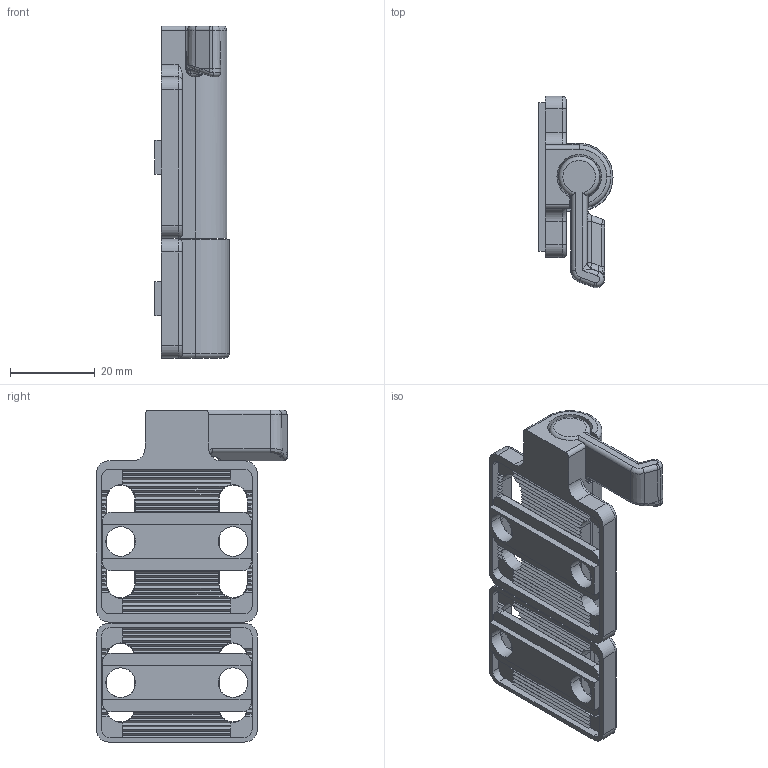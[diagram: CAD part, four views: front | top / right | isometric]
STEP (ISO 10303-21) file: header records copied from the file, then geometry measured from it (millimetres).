
FILE_DESCRIPTION (( 'STEP AP214' ), '1' );
FILE_NAME ('093082.STEP', '2014-08-18T06:53:07', ( '' ), ( '' ), 'SwSTEP 2.0', 'SolidWorks 2014', '' );
FILE_SCHEMA (( 'AUTOMOTIVE_DESIGN' ));
Length unit declared in the file: millimetre
Products named in the file (7): 093082-06_belastet; 093082-05(Nut8); 093082-03; 093082-02r; 093082-04; 093082-01r; 093082
Assembly tree (7 placements, depth 2):
  093082
    093082-01r
    093082-04
    093082-02r
    093082-03
    093082-05(Nut8)  x2
    093082-06_belastet
Bounding box: 17.5 x 45.16 x 78.3 mm (x, y, z)
Volume: 19830 mm3; surface area: 16604.7 mm2
Topology: 7 solids, 7 shells, 791 faces, 2001 edges, 1218 vertices
Faces by surface type: plane 543, cylinder 118, cone 82, torus 28, bspline 15, sphere 5
Entity records: 23028 total; most frequent: CARTESIAN_POINT 6784, ORIENTED_EDGE 3508, DIRECTION 3114, EDGE_CURVE 1754, VECTOR 1184, LINE 1184, VERTEX_POINT 1076, AXIS2_PLACEMENT_3D 965
